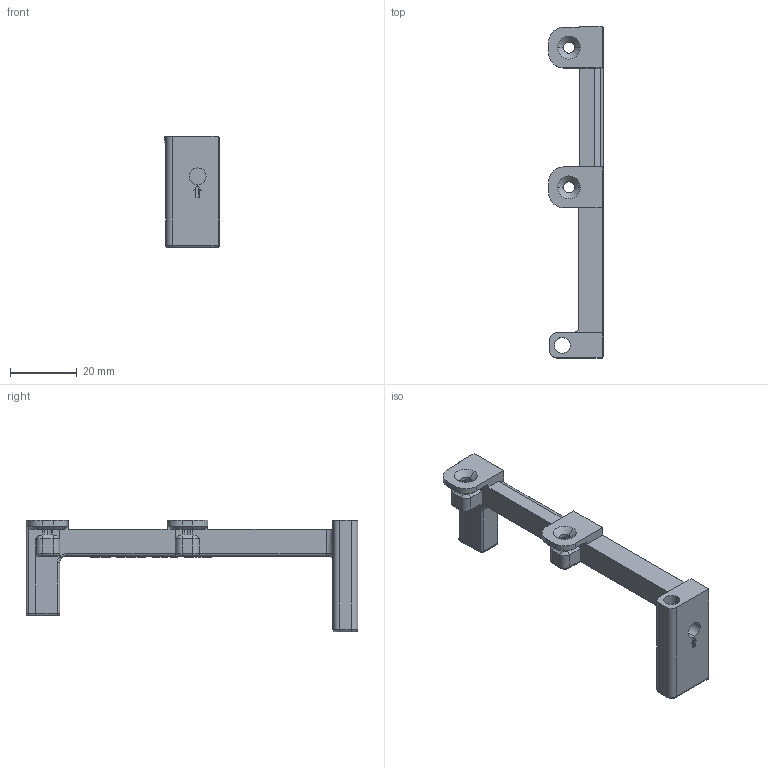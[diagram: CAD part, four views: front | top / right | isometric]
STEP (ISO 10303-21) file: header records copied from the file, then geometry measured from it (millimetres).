
FILE_DESCRIPTION (( 'STEP AP214' ), '1' );
FILE_NAME ('PSU_clip_dc_side.STEP', '2022-01-31T03:57:11', ( '' ), ( '' ), 'SwSTEP 2.0', 'SolidWorks 2021', '' );
FILE_SCHEMA (( 'AUTOMOTIVE_DESIGN' ));
Length unit declared in the file: millimetre
Products named in the file (1): PSU_clip_dc_side
Bounding box: 16.48 x 99.75 x 33.5 mm (x, y, z)
Volume: 10967 mm3; surface area: 7058.5 mm2
Topology: 1 solids, 1 shells, 371 faces, 973 edges, 625 vertices
Faces by surface type: plane 185, bspline 105, cylinder 54, cone 18, torus 7, sphere 2
Entity records: 16170 total; most frequent: CARTESIAN_POINT 7649, ORIENTED_EDGE 1942, DIRECTION 1417, EDGE_CURVE 971, VERTEX_POINT 625, LINE 619, VECTOR 619, EDGE_LOOP 404
